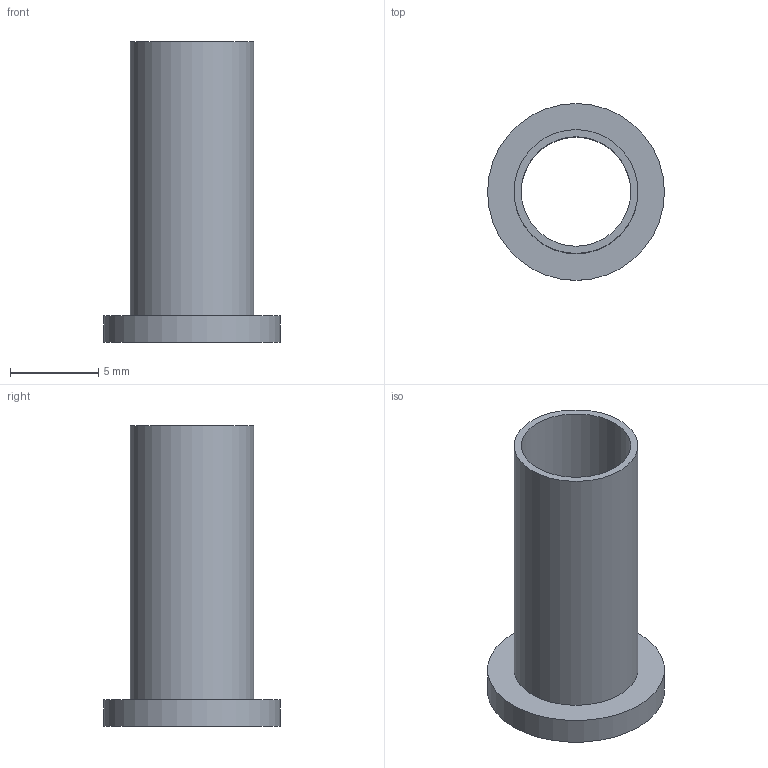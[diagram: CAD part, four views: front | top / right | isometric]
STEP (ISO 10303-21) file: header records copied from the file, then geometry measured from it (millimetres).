
FILE_DESCRIPTION(/* description */ (''),/* implementation_level */ '2;1');
FILE_NAME(/* name */ '8de209e1-0127-4a0f-8552-12ae9200335b.zip.stp',/* time_stamp */ '2024-02-04T16:45:44Z',/* author */ (''),/* organization */ (''),/* preprocessor_version */ 'ST-DEVELOPER v20',/* originating_system */ 'Autodesk Translation Framework v12.20.1.177',/* authorisation */ '');
FILE_SCHEMA (('AUTOMOTIVE_DESIGN { 1 0 10303 214 3 1 1 }'));
Length unit declared in the file: millimetre
Products named in the file (1): Anilha
Bounding box: 10 x 10 x 17 mm (x, y, z)
Volume: 202.7 mm3; surface area: 815.5 mm2
Topology: 1 solids, 1 shells, 7 faces, 10 edges, 7 vertices
Faces by surface type: plane 4, cylinder 3
Full cylindrical faces by diameter (mm): 6.19 x1, 7 x1, 10 x1
Entity records: 203 total; most frequent: DIRECTION 33, CARTESIAN_POINT 25, ORIENTED_EDGE 20, AXIS2_PLACEMENT_3D 15, EDGE_LOOP 11, EDGE_CURVE 10, FACE_OUTER_BOUND 7, CIRCLE 7
